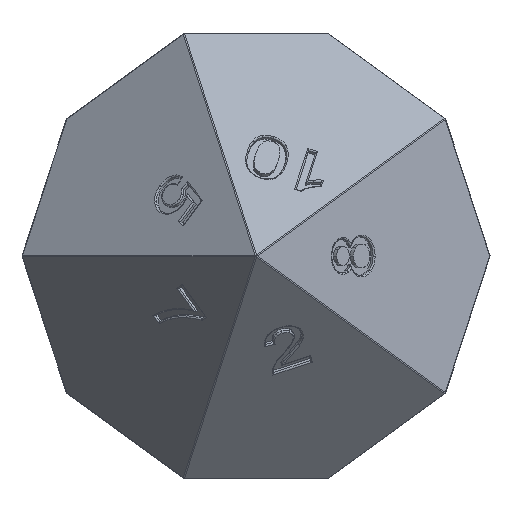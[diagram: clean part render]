
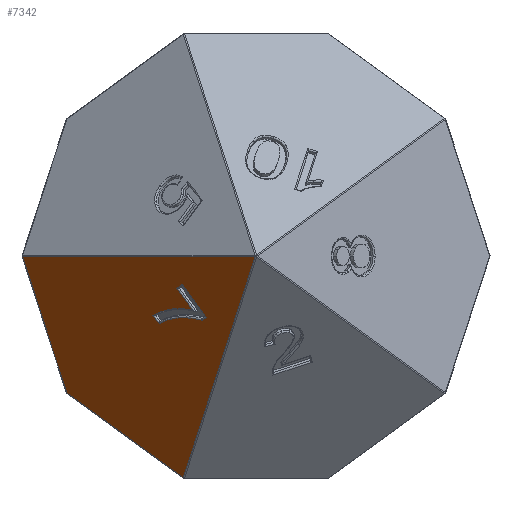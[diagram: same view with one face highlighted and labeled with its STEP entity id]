
A CAD part, front view. The second image highlights one B-rep face of the part: STEP entity #7342.
In plain terms, the highlighted planar face has unit normal (-0.582, -0.694, -0.423).
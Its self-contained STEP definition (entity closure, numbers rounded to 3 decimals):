
#108=FACE_BOUND('',#1827,.T.);
#146=PLANE('',#7690);
#417=LINE('',#23091,#817);
#418=LINE('',#23103,#818);
#419=LINE('',#23105,#819);
#420=LINE('',#23108,#820);
#421=LINE('',#23132,#821);
#422=LINE('',#23134,#822);
#423=LINE('',#23136,#823);
#424=LINE('',#23138,#824);
#425=LINE('',#23165,#825);
#817=VECTOR('',#8256,10.);
#818=VECTOR('',#8275,10.);
#819=VECTOR('',#8278,10.);
#820=VECTOR('',#8283,10.);
#821=VECTOR('',#8308,10.);
#822=VECTOR('',#8309,10.);
#823=VECTOR('',#8310,10.);
#824=VECTOR('',#8311,10.);
#825=VECTOR('',#8312,10.);
#1348=FACE_OUTER_BOUND('',#1826,.T.);
#1826=EDGE_LOOP('',(#5829,#5830,#5831,#5832));
#1827=EDGE_LOOP('',(#5833,#5834,#5835,#5836,#5837,#5838,#5839,#5840,#5841,
#5842,#5843));
#2483=B_SPLINE_CURVE_WITH_KNOTS('',3,(#23123,#23124,#23125,#23126,#23127,
#23128,#23129,#23130),.UNSPECIFIED.,.F.,.F.,(4,2,2,4),(-0.107,
-0.068,0.,0.),.UNSPECIFIED.);
#2484=B_SPLINE_CURVE_WITH_KNOTS('',3,(#23140,#23141,#23142,#23143,#23144,
#23145,#23146,#23147),.UNSPECIFIED.,.F.,.F.,(4,2,2,4),(-0.13,
-0.06,0.,0.004),.UNSPECIFIED.);
#2485=B_SPLINE_CURVE_WITH_KNOTS('',3,(#23149,#23150,#23151,#23152,#23153,
#23154),.UNSPECIFIED.,.F.,.F.,(4,2,4),(-0.149,-0.075,
0.),.UNSPECIFIED.);
#2486=B_SPLINE_CURVE_WITH_KNOTS('',3,(#23156,#23157,#23158,#23159,#23160,
#23161,#23162,#23163),.UNSPECIFIED.,.F.,.F.,(4,2,2,4),(-0.119,
-0.11,-0.053,0.),
 .UNSPECIFIED.);
#2487=B_SPLINE_CURVE_WITH_KNOTS('',3,(#23167,#23168,#23169,#23170,#23171,
#23172,#23173,#23174,#23175,#23176),.UNSPECIFIED.,.F.,.F.,(4,2,2,2,4),(-0.118,
-0.118,-0.053,0.,0.011),
 .UNSPECIFIED.);
#2488=B_SPLINE_CURVE_WITH_KNOTS('',3,(#23177,#23178,#23179,#23180,#23181,
#23182,#23183,#23184,#23185,#23186),.UNSPECIFIED.,.F.,.F.,(4,2,2,2,4),(-0.141,
-0.141,-0.07,0.,0.),
 .UNSPECIFIED.);
#3139=VERTEX_POINT('',#23074);
#3140=VERTEX_POINT('',#23085);
#3141=VERTEX_POINT('',#23094);
#3142=VERTEX_POINT('',#23099);
#3143=VERTEX_POINT('',#23121);
#3144=VERTEX_POINT('',#23122);
#3145=VERTEX_POINT('',#23131);
#3146=VERTEX_POINT('',#23133);
#3147=VERTEX_POINT('',#23135);
#3148=VERTEX_POINT('',#23137);
#3149=VERTEX_POINT('',#23139);
#3150=VERTEX_POINT('',#23148);
#3151=VERTEX_POINT('',#23155);
#3152=VERTEX_POINT('',#23164);
#3153=VERTEX_POINT('',#23166);
#4109=EDGE_CURVE('',#3139,#3140,#417,.T.);
#4116=EDGE_CURVE('',#3140,#3142,#418,.T.);
#4117=EDGE_CURVE('',#3142,#3141,#419,.T.);
#4118=EDGE_CURVE('',#3141,#3139,#420,.T.);
#4119=EDGE_CURVE('',#3143,#3144,#2483,.T.);
#4120=EDGE_CURVE('',#3145,#3143,#421,.T.);
#4121=EDGE_CURVE('',#3146,#3145,#422,.T.);
#4122=EDGE_CURVE('',#3147,#3146,#423,.T.);
#4123=EDGE_CURVE('',#3148,#3147,#424,.T.);
#4124=EDGE_CURVE('',#3149,#3148,#2484,.T.);
#4125=EDGE_CURVE('',#3150,#3149,#2485,.T.);
#4126=EDGE_CURVE('',#3151,#3150,#2486,.T.);
#4127=EDGE_CURVE('',#3152,#3151,#425,.T.);
#4128=EDGE_CURVE('',#3153,#3152,#2487,.T.);
#4129=EDGE_CURVE('',#3144,#3153,#2488,.T.);
#5829=ORIENTED_EDGE('',*,*,#4109,.F.);
#5830=ORIENTED_EDGE('',*,*,#4118,.F.);
#5831=ORIENTED_EDGE('',*,*,#4117,.F.);
#5832=ORIENTED_EDGE('',*,*,#4116,.F.);
#5833=ORIENTED_EDGE('',*,*,#4119,.F.);
#5834=ORIENTED_EDGE('',*,*,#4120,.F.);
#5835=ORIENTED_EDGE('',*,*,#4121,.F.);
#5836=ORIENTED_EDGE('',*,*,#4122,.F.);
#5837=ORIENTED_EDGE('',*,*,#4123,.F.);
#5838=ORIENTED_EDGE('',*,*,#4124,.F.);
#5839=ORIENTED_EDGE('',*,*,#4125,.F.);
#5840=ORIENTED_EDGE('',*,*,#4126,.F.);
#5841=ORIENTED_EDGE('',*,*,#4127,.F.);
#5842=ORIENTED_EDGE('',*,*,#4128,.F.);
#5843=ORIENTED_EDGE('',*,*,#4129,.F.);
#7342=ADVANCED_FACE('',(#1348,#108),#146,.T.);
#7690=AXIS2_PLACEMENT_3D('',#23120,#8306,#8307);
#8256=DIRECTION('',(0.766,-0.643,0.));
#8275=DIRECTION('',(-0.237,0.643,-0.729));
#8278=DIRECTION('',(-0.77,0.305,0.56));
#8283=DIRECTION('',(-0.294,-0.305,0.906));
#8306=DIRECTION('center_axis',(-0.582,-0.694,-0.423));
#8307=DIRECTION('ref_axis',(0.588,0.,-0.809));
#8308=DIRECTION('',(0.588,0.,-0.809));
#8309=DIRECTION('',(-0.562,0.72,-0.408));
#8310=DIRECTION('',(-0.588,0.,0.809));
#8311=DIRECTION('',(0.562,-0.72,0.408));
#8312=DIRECTION('',(0.588,0.,-0.809));
#23074=CARTESIAN_POINT('',(-15.894,-1.638,-0.042));
#23085=CARTESIAN_POINT('',(-0.058,-14.925,-0.042));
#23091=CARTESIAN_POINT('',(-28.491,8.933,-0.042));
#23094=CARTESIAN_POINT('',(-12.869,1.499,-9.35));
#23099=CARTESIAN_POINT('',(-4.952,-1.638,-15.103));
#23103=CARTESIAN_POINT('',(-8.845,8.933,-27.084));
#23105=CARTESIAN_POINT('',(-8.911,-0.069,-12.226));
#23108=CARTESIAN_POINT('',(-14.382,-0.069,-4.696));
#23120=CARTESIAN_POINT('Origin',(-35.753,15.,0.));
#23121=CARTESIAN_POINT('',(-4.304,-9.139,-3.69));
#23122=CARTESIAN_POINT('',(-5.153,-8.491,-3.584));
#23123=CARTESIAN_POINT('Ctrl Pts',(-4.304,-9.139,
-3.69));
#23124=CARTESIAN_POINT('Ctrl Pts',(-4.411,-9.064,
-3.666));
#23125=CARTESIAN_POINT('Ctrl Pts',(-4.517,-8.988,
-3.644));
#23126=CARTESIAN_POINT('Ctrl Pts',(-4.801,-8.776,
-3.601));
#23127=CARTESIAN_POINT('Ctrl Pts',(-4.976,-8.634,
-3.593));
#23128=CARTESIAN_POINT('Ctrl Pts',(-5.152,-8.492,
-3.584));
#23129=CARTESIAN_POINT('Ctrl Pts',(-5.153,-8.491,
-3.584));
#23130=CARTESIAN_POINT('Ctrl Pts',(-5.153,-8.491,
-3.584));
#23131=CARTESIAN_POINT('',(-5.392,-9.139,-2.193));
#23132=CARTESIAN_POINT('',(-10.553,-9.139,4.91));
#23133=CARTESIAN_POINT('',(-5.014,-9.622,-1.919));
#23134=CARTESIAN_POINT('',(-14.778,2.895,-9.013));
#23135=CARTESIAN_POINT('',(-3.375,-9.622,-4.176));
#23136=CARTESIAN_POINT('',(-10.751,-9.622,5.977));
#23137=CARTESIAN_POINT('',(-3.666,-9.249,-4.387));
#23138=CARTESIAN_POINT('',(-13.006,2.725,-11.173));
#23139=CARTESIAN_POINT('',(-4.732,-8.463,-4.21));
#23140=CARTESIAN_POINT('Ctrl Pts',(-4.732,-8.463,-4.21));
#23141=CARTESIAN_POINT('Ctrl Pts',(-4.549,-8.609,
-4.222));
#23142=CARTESIAN_POINT('Ctrl Pts',(-4.366,-8.756,
-4.234));
#23143=CARTESIAN_POINT('Ctrl Pts',(-4.019,-9.01,
-4.294));
#23144=CARTESIAN_POINT('Ctrl Pts',(-3.857,-9.119,
-4.337));
#23145=CARTESIAN_POINT('Ctrl Pts',(-3.686,-9.236,
-4.382));
#23146=CARTESIAN_POINT('Ctrl Pts',(-3.676,-9.242,-4.385));
#23147=CARTESIAN_POINT('Ctrl Pts',(-3.666,-9.249,
-4.387));
#23148=CARTESIAN_POINT('',(-5.834,-7.48,-4.305));
#23149=CARTESIAN_POINT('Ctrl Pts',(-5.834,-7.48,
-4.305));
#23150=CARTESIAN_POINT('Ctrl Pts',(-5.66,-7.647,
-4.271));
#23151=CARTESIAN_POINT('Ctrl Pts',(-5.485,-7.815,
-4.236));
#23152=CARTESIAN_POINT('Ctrl Pts',(-5.117,-8.144,-4.204));
#23153=CARTESIAN_POINT('Ctrl Pts',(-4.924,-8.304,
-4.207));
#23154=CARTESIAN_POINT('Ctrl Pts',(-4.732,-8.463,
-4.21));
#23155=CARTESIAN_POINT('',(-6.606,-6.636,-4.627));
#23156=CARTESIAN_POINT('Ctrl Pts',(-6.606,-6.636,
-4.627));
#23157=CARTESIAN_POINT('Ctrl Pts',(-6.587,-6.658,
-4.617));
#23158=CARTESIAN_POINT('Ctrl Pts',(-6.568,-6.68,-4.607));
#23159=CARTESIAN_POINT('Ctrl Pts',(-6.434,-6.838,
-4.533));
#23160=CARTESIAN_POINT('Ctrl Pts',(-6.317,-6.974,
-4.47));
#23161=CARTESIAN_POINT('Ctrl Pts',(-6.078,-7.234,-4.374));
#23162=CARTESIAN_POINT('Ctrl Pts',(-5.956,-7.357,-4.339));
#23163=CARTESIAN_POINT('Ctrl Pts',(-5.834,-7.48,-4.305));
#23164=CARTESIAN_POINT('',(-7.019,-6.636,-4.058));
#23165=CARTESIAN_POINT('',(-12.768,-6.636,3.854));
#23166=CARTESIAN_POINT('',(-6.192,-7.548,-3.7));
#23167=CARTESIAN_POINT('Ctrl Pts',(-6.192,-7.548,
-3.7));
#23168=CARTESIAN_POINT('Ctrl Pts',(-6.193,-7.548,
-3.7));
#23169=CARTESIAN_POINT('Ctrl Pts',(-6.193,-7.547,
-3.7));
#23170=CARTESIAN_POINT('Ctrl Pts',(-6.341,-7.397,
-3.743));
#23171=CARTESIAN_POINT('Ctrl Pts',(-6.489,-7.247,
-3.786));
#23172=CARTESIAN_POINT('Ctrl Pts',(-6.741,-6.968,-3.896));
#23173=CARTESIAN_POINT('Ctrl Pts',(-6.848,-6.841,
-3.958));
#23174=CARTESIAN_POINT('Ctrl Pts',(-6.976,-6.688,-4.033));
#23175=CARTESIAN_POINT('Ctrl Pts',(-6.998,-6.662,-4.046));
#23176=CARTESIAN_POINT('Ctrl Pts',(-7.019,-6.636,
-4.058));
#23177=CARTESIAN_POINT('Ctrl Pts',(-5.153,-8.491,
-3.584));
#23178=CARTESIAN_POINT('Ctrl Pts',(-5.154,-8.49,
-3.584));
#23179=CARTESIAN_POINT('Ctrl Pts',(-5.154,-8.49,
-3.584));
#23180=CARTESIAN_POINT('Ctrl Pts',(-5.335,-8.338,
-3.585));
#23181=CARTESIAN_POINT('Ctrl Pts',(-5.515,-8.186,
-3.586));
#23182=CARTESIAN_POINT('Ctrl Pts',(-5.861,-7.872,
-3.625));
#23183=CARTESIAN_POINT('Ctrl Pts',(-6.026,-7.711,
-3.662));
#23184=CARTESIAN_POINT('Ctrl Pts',(-6.191,-7.549,
-3.7));
#23185=CARTESIAN_POINT('Ctrl Pts',(-6.192,-7.549,
-3.7));
#23186=CARTESIAN_POINT('Ctrl Pts',(-6.192,-7.548,
-3.7));
